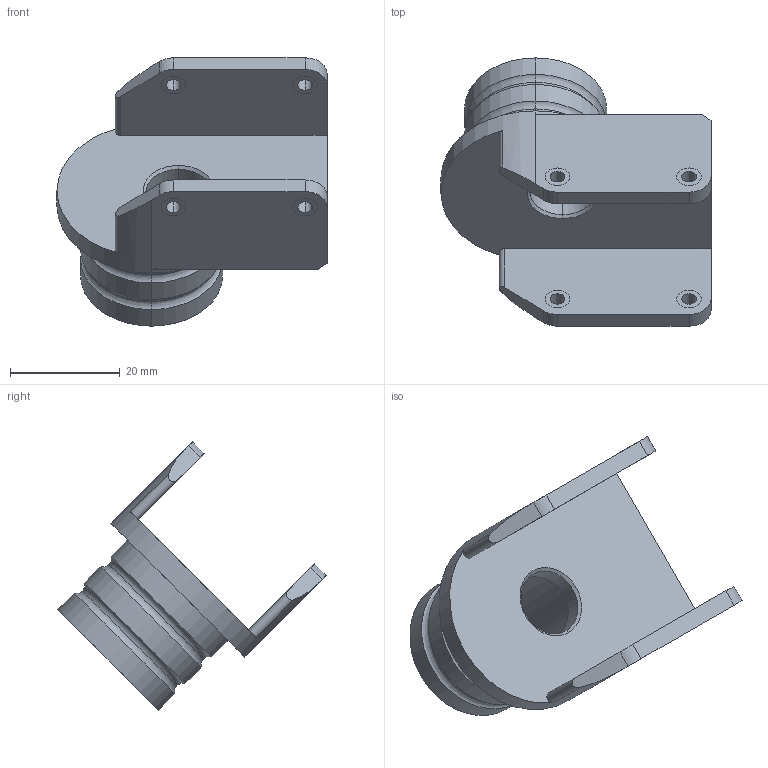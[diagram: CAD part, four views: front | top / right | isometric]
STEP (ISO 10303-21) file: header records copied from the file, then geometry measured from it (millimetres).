
FILE_DESCRIPTION (( 'STEP AP214' ), '1' );
FILE_NAME ('J4_Mount_CNC.STEP', '2023-11-23T05:49:21', ( '' ), ( '' ), 'SwSTEP 2.0', 'SolidWorks 2022', '' );
FILE_SCHEMA (( 'AUTOMOTIVE_DESIGN' ));
Length unit declared in the file: millimetre
Products named in the file (1): J4_Mount_CNC
Bounding box: 49.25 x 48.93 x 48.93 mm (x, y, z)
Volume: 11203.2 mm3; surface area: 9016.4 mm2
Topology: 1 solids, 1 shells, 59 faces, 143 edges, 95 vertices
Faces by surface type: cylinder 26, plane 23, torus 8, cone 2
Entity records: 1825 total; most frequent: DIRECTION 341, CARTESIAN_POINT 310, ORIENTED_EDGE 286, EDGE_CURVE 143, AXIS2_PLACEMENT_3D 142, VERTEX_POINT 95, CIRCLE 82, EDGE_LOOP 78
